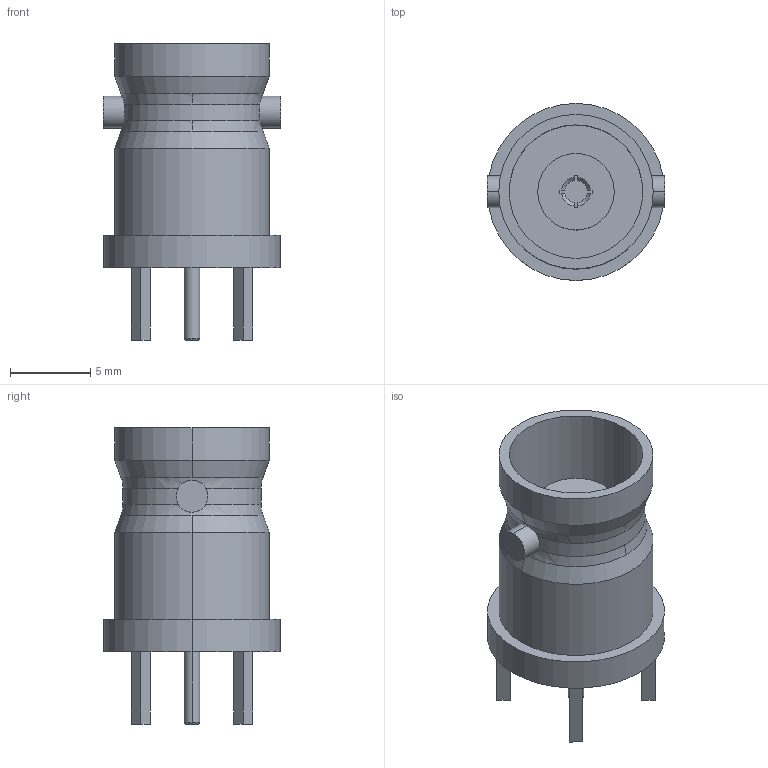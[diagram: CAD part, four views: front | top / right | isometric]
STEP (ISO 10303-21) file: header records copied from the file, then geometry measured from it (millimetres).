
FILE_DESCRIPTION (( 'STEP AP214' ), '1' );
FILE_NAME ('CONBNC001.STEP', '2024-07-04T09:34:38', ( '' ), ( '' ), 'SwSTEP 2.0', 'SolidWorks 2024', '' );
FILE_SCHEMA (( 'AUTOMOTIVE_DESIGN' ));
Length unit declared in the file: millimetre
Products named in the file (1): CONBNC001
Bounding box: 11 x 11 x 18.4 mm (x, y, z)
Volume: 657.4 mm3; surface area: 1005.9 mm2
Topology: 1 solids, 1 shells, 78 faces, 197 edges, 130 vertices
Faces by surface type: plane 37, cylinder 27, cone 8, bspline 6
Entity records: 2735 total; most frequent: CARTESIAN_POINT 594, DIRECTION 395, ORIENTED_EDGE 394, EDGE_CURVE 197, AXIS2_PLACEMENT_3D 147, VERTEX_POINT 130, LINE 101, VECTOR 101
